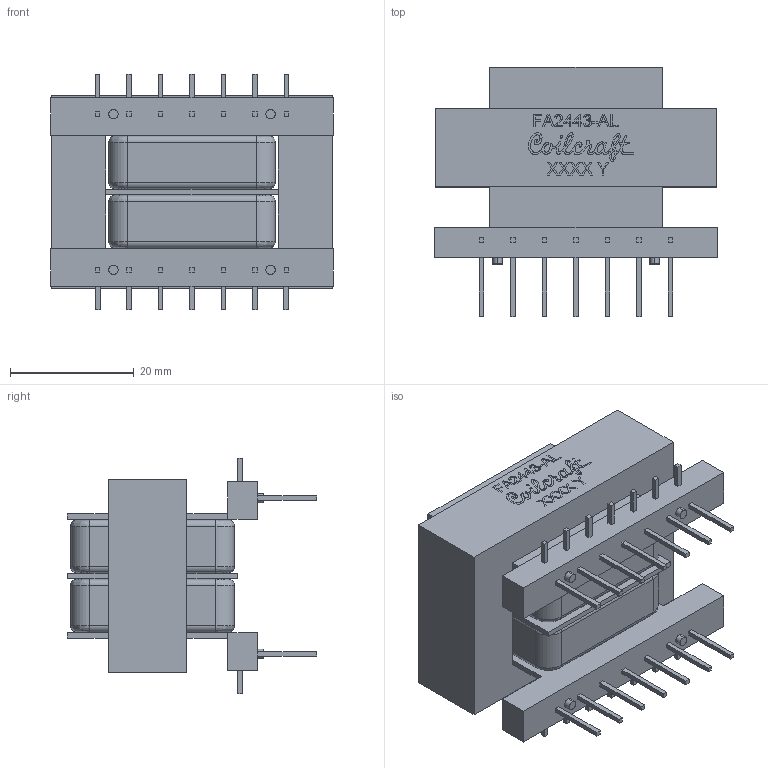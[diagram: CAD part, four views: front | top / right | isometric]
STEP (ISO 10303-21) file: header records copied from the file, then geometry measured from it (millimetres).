
FILE_DESCRIPTION (( 'STEP AP214' ), '1' );
FILE_NAME ('Coilcraft-FA2443-AL.STEP', '2018-12-21T11:05:57', ( '' ), ( '' ), 'SwSTEP 2.0', 'SolidWorks 2018', '' );
FILE_SCHEMA (( 'AUTOMOTIVE_DESIGN' ));
Length unit declared in the file: millimetre
Products named in the file (1): Coilcraft-FA2443-AL
Bounding box: 45.72 x 40.26 x 38.1 mm (x, y, z)
Volume: 27779.7 mm3; surface area: 11617.2 mm2
Topology: 1 solids, 1 shells, 292 faces, 997 edges, 767 vertices
Faces by surface type: plane 242, cylinder 34, bspline 16
Entity records: 15346 total; most frequent: CARTESIAN_POINT 5520, ORIENTED_EDGE 1994, DIRECTION 1207, EDGE_CURVE 997, VERTEX_POINT 767, LINE 557, VECTOR 557, B_SPLINE_CURVE_WITH_KNOTS 376
